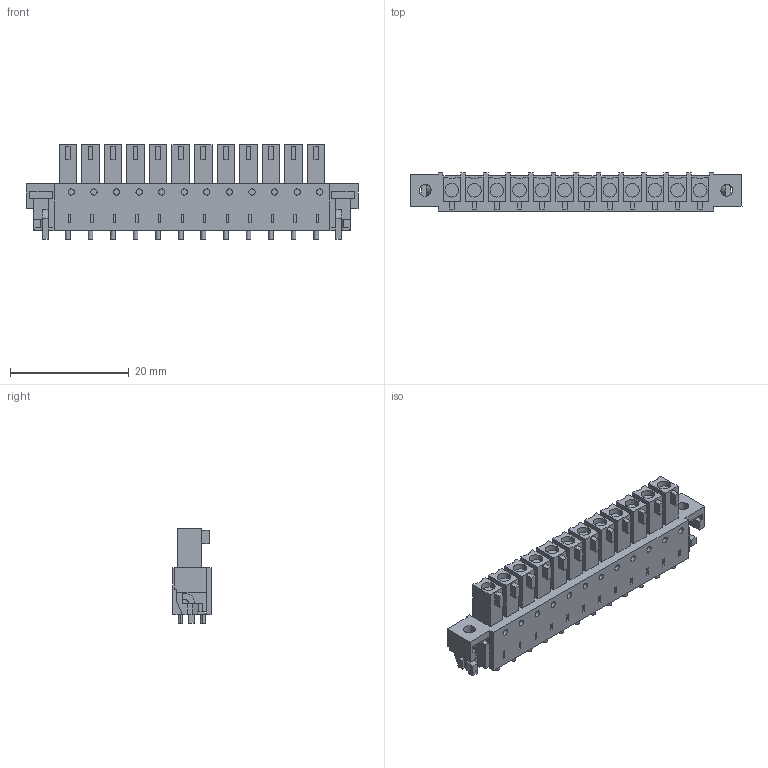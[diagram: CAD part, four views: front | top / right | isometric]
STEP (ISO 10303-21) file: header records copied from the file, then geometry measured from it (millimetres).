
FILE_DESCRIPTION(('CATIA V5 STEP Exchange','CAx-IF Rec.Pracs.--- Model Styling and Organization---1.4--- 2014-01-23'),'2;1');
FILE_NAME ('D1447105_1_1029370000_1029370000.stp','2023-04-28T10:38:53+00:00',('none'),('Weidmueller'),'CATIA Version 5-6 Release 2016 SP3 HF44','CATIA V5 STEP AP214','none');
FILE_SCHEMA(('AUTOMOTIVE_DESIGN { 1 0 10303 214 1 1 1 1 }'));
Length unit declared in the file: millimetre
Products named in the file (1): 1029370000
Bounding box: 56.02 x 6.45 x 16 mm (x, y, z)
Volume: 3188.4 mm3; surface area: 3648.6 mm2
Topology: 27 solids, 27 shells, 888 faces, 2210 edges, 1434 vertices
Faces by surface type: plane 772, cylinder 116
Entity records: 24547 total; most frequent: CARTESIAN_POINT 4582, ORIENTED_EDGE 4420, DIRECTION 3111, EDGE_CURVE 2210, VECTOR 1930, LINE 1930, VERTEX_POINT 1434, EDGE_LOOP 954
